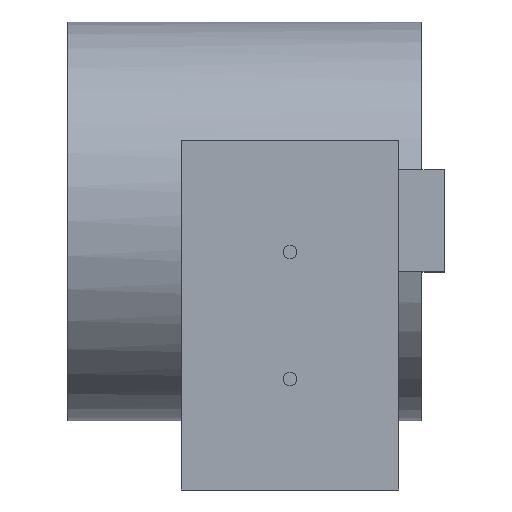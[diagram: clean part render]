
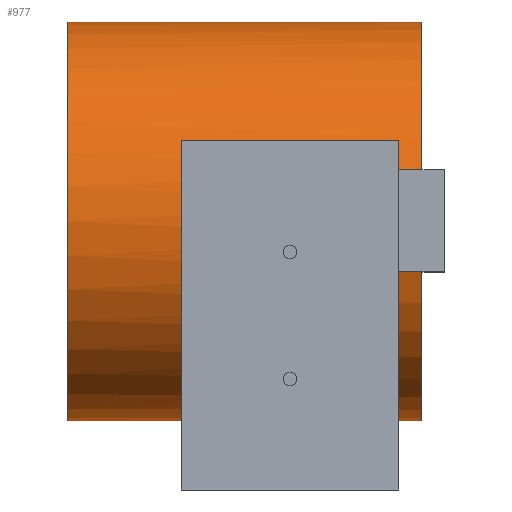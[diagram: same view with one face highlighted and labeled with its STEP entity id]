
A CAD part, top view. The second image highlights one B-rep face of the part: STEP entity #977.
In plain terms, the highlighted cylindrical face has radius 22 mm (diameter 44 mm), a full revolution.
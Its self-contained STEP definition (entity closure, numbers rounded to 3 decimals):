
#144=FACE_OUTER_BOUND('',#224,.T.);
#224=EDGE_LOOP('',(#891,#892,#893,#894,#895,#896,#897,#898));
#282=LINE('',#1575,#370);
#284=LINE('',#1581,#372);
#313=LINE('',#1657,#401);
#370=VECTOR('',#1298,10.);
#372=VECTOR('',#1302,10.);
#401=VECTOR('',#1383,22.);
#430=CIRCLE('',#1069,22.);
#431=CIRCLE('',#1070,22.);
#433=CIRCLE('',#1073,22.);
#439=CIRCLE('',#1093,22.);
#495=VERTEX_POINT('',#1569);
#497=VERTEX_POINT('',#1573);
#498=VERTEX_POINT('',#1577);
#500=VERTEX_POINT('',#1580);
#502=VERTEX_POINT('',#1586);
#521=VERTEX_POINT('',#1655);
#606=EDGE_CURVE('',#495,#497,#282,.T.);
#608=EDGE_CURVE('',#498,#500,#284,.T.);
#611=EDGE_CURVE('',#500,#502,#430,.T.);
#612=EDGE_CURVE('',#502,#497,#431,.T.);
#621=EDGE_CURVE('',#495,#498,#433,.T.);
#646=EDGE_CURVE('',#521,#521,#439,.T.);
#647=EDGE_CURVE('',#521,#502,#313,.T.);
#891=ORIENTED_EDGE('',*,*,#646,.F.);
#892=ORIENTED_EDGE('',*,*,#647,.T.);
#893=ORIENTED_EDGE('',*,*,#611,.F.);
#894=ORIENTED_EDGE('',*,*,#608,.F.);
#895=ORIENTED_EDGE('',*,*,#621,.F.);
#896=ORIENTED_EDGE('',*,*,#606,.T.);
#897=ORIENTED_EDGE('',*,*,#612,.F.);
#898=ORIENTED_EDGE('',*,*,#647,.F.);
#917=CYLINDRICAL_SURFACE('',#1092,22.);
#977=ADVANCED_FACE('',(#144),#917,.T.);
#1069=AXIS2_PLACEMENT_3D('',#1587,#1307,#1308);
#1070=AXIS2_PLACEMENT_3D('',#1588,#1309,#1310);
#1073=AXIS2_PLACEMENT_3D('',#1604,#1322,#1323);
#1092=AXIS2_PLACEMENT_3D('',#1654,#1379,#1380);
#1093=AXIS2_PLACEMENT_3D('',#1656,#1381,#1382);
#1298=DIRECTION('',(1.,0.,0.));
#1302=DIRECTION('',(1.,0.,0.));
#1307=DIRECTION('center_axis',(1.,0.,0.));
#1308=DIRECTION('ref_axis',(0.,1.,0.));
#1309=DIRECTION('center_axis',(1.,0.,0.));
#1310=DIRECTION('ref_axis',(0.,1.,0.));
#1322=DIRECTION('center_axis',(1.,0.,0.));
#1323=DIRECTION('ref_axis',(0.,1.,0.));
#1379=DIRECTION('center_axis',(-1.,0.,0.));
#1380=DIRECTION('ref_axis',(0.,1.,0.));
#1381=DIRECTION('center_axis',(-1.,0.,0.));
#1382=DIRECTION('ref_axis',(0.,1.,0.));
#1383=DIRECTION('',(1.,0.,0.));
#1569=CARTESIAN_POINT('',(0.,-217.899,533.203));
#1573=CARTESIAN_POINT('',(2.5,-217.899,533.203));
#1575=CARTESIAN_POINT('',(0.,-217.899,533.203));
#1577=CARTESIAN_POINT('',(0.,-229.099,533.203));
#1580=CARTESIAN_POINT('',(2.5,-229.099,533.203));
#1581=CARTESIAN_POINT('',(0.,-229.099,533.203));
#1586=CARTESIAN_POINT('',(2.5,-245.499,511.927));
#1587=CARTESIAN_POINT('Origin',(2.5,-223.499,511.927));
#1588=CARTESIAN_POINT('Origin',(2.5,-223.499,511.927));
#1604=CARTESIAN_POINT('Origin',(0.,-223.499,511.927));
#1654=CARTESIAN_POINT('Origin',(0.,-223.499,511.927));
#1655=CARTESIAN_POINT('',(-36.5,-245.499,511.927));
#1656=CARTESIAN_POINT('Origin',(-36.5,-223.499,511.927));
#1657=CARTESIAN_POINT('',(0.,-245.499,511.927));
